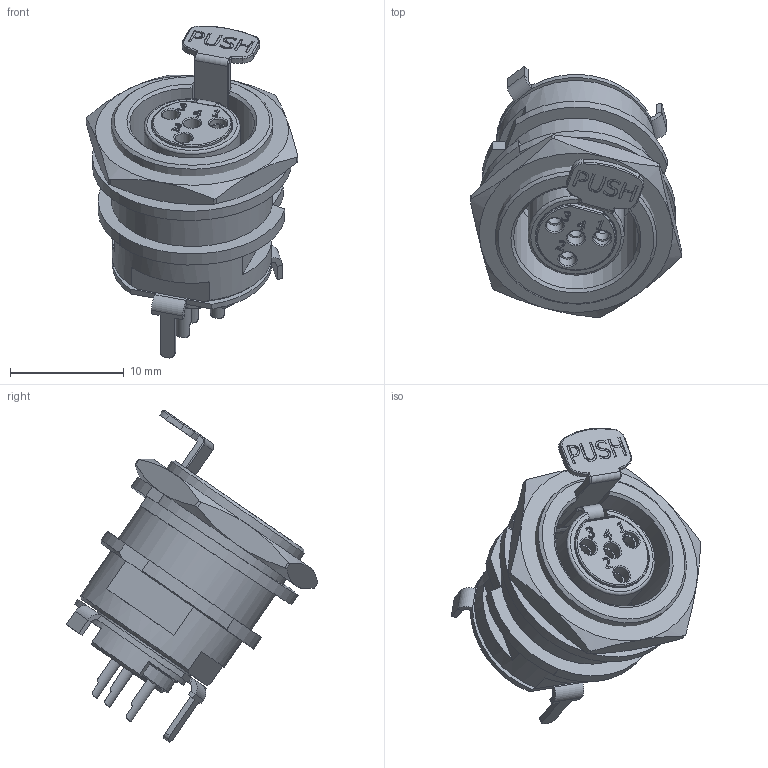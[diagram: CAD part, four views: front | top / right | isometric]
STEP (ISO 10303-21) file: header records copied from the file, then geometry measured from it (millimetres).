
FILE_DESCRIPTION(/* description */ (''),/* implementation_level */ '2;1');
FILE_NAME(/* name */ 'AG4FCE.stp',/* time_stamp */ '2020-06-04T18:20:44+10:00',/* author */ ('minh'),/* organization */ (''),/* preprocessor_version */ 'ST-DEVELOPER v16.1',/* originating_system */ 'Autodesk Inventor 2016',/* authorisation */ '');
FILE_SCHEMA (('AUTOMOTIVE_DESIGN { 1 0 10303 214 3 1 1 }'));
Length unit declared in the file: inch
Products named in the file (1): AG4FCE_Shrinkwrap_1
Bounding box: 18.61 x 22.13 x 29.19 mm (x, y, z)
Surface area: 3962.9 mm2 (no closed solid volume)
Topology: 0 solids, 21 shells, 260 faces, 1261 edges, 1012 vertices
Faces by surface type: plane 124, cylinder 83, cone 27, torus 18, bspline 8
Full cylindrical faces by diameter (mm): 1.5 x8, 7.9 x1, 8.45 x1, 8.55 x1, 9.9 x1, 14 x1, 14.2 x1
Entity records: 13766 total; most frequent: CARTESIAN_POINT 4207, DIRECTION 1766, ORIENTED_EDGE 1715, EDGE_CURVE 1216, VERTEX_POINT 988, LINE 650, VECTOR 650, AXIS2_PLACEMENT_3D 558
